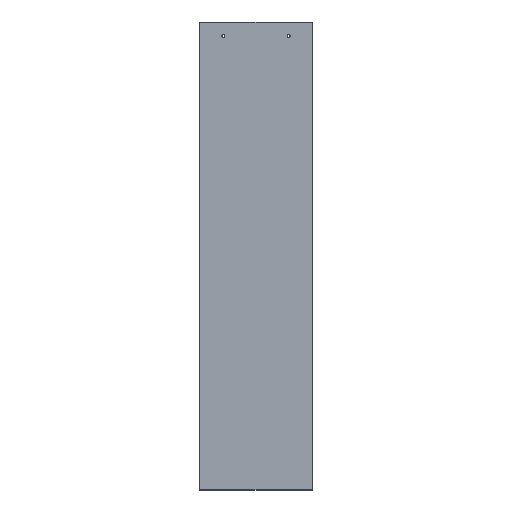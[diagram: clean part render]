
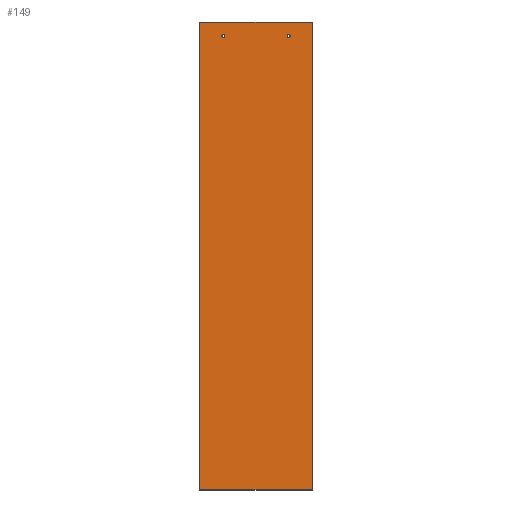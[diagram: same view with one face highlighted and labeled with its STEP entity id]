
A CAD part, top view. The second image highlights one B-rep face of the part: STEP entity #149.
In plain terms, the highlighted planar face has unit normal (0, 0, 1).
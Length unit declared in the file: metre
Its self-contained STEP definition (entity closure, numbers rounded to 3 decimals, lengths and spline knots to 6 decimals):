
#20=CIRCLE('',#168,0.0015);
#22=CIRCLE('',#171,0.0015);
#42=ORIENTED_EDGE('',*,*,#67,.F.);
#43=ORIENTED_EDGE('',*,*,#65,.F.);
#44=ORIENTED_EDGE('',*,*,#71,.F.);
#45=ORIENTED_EDGE('',*,*,#72,.F.);
#46=ORIENTED_EDGE('',*,*,#60,.T.);
#47=ORIENTED_EDGE('',*,*,#64,.T.);
#60=EDGE_CURVE('',#77,#76,#88,.T.);
#64=EDGE_CURVE('',#76,#79,#92,.T.);
#65=EDGE_CURVE('',#80,#80,#20,.T.);
#67=EDGE_CURVE('',#82,#82,#22,.T.);
#71=EDGE_CURVE('',#85,#79,#95,.T.);
#72=EDGE_CURVE('',#77,#85,#96,.T.);
#76=VERTEX_POINT('',#221);
#77=VERTEX_POINT('',#223);
#79=VERTEX_POINT('',#229);
#80=VERTEX_POINT('',#233);
#82=VERTEX_POINT('',#238);
#85=VERTEX_POINT('',#245);
#88=LINE('',#222,#100);
#92=LINE('',#230,#104);
#95=LINE('',#246,#107);
#96=LINE('',#248,#108);
#100=VECTOR('',#183,1.);
#104=VECTOR('',#189,1.);
#107=VECTOR('',#206,1.);
#108=VECTOR('',#209,1.);
#117=EDGE_LOOP('',(#42));
#118=EDGE_LOOP('',(#43));
#119=EDGE_LOOP('',(#44,#45,#46,#47));
#131=FACE_BOUND('',#117,.T.);
#132=FACE_BOUND('',#118,.T.);
#133=FACE_BOUND('',#119,.T.);
#141=PLANE('',#174);
#149=ADVANCED_FACE('',(#131,#132,#133),#141,.T.);
#168=AXIS2_PLACEMENT_3D('',#232,#192,#193);
#171=AXIS2_PLACEMENT_3D('',#237,#198,#199);
#174=AXIS2_PLACEMENT_3D('',#247,#207,#208);
#183=DIRECTION('',(0.,1.,0.));
#189=DIRECTION('',(-1.,0.,0.));
#192=DIRECTION('',(0.,0.,1.));
#193=DIRECTION('',(1.,0.,0.));
#198=DIRECTION('',(0.,0.,1.));
#199=DIRECTION('',(1.,0.,0.));
#206=DIRECTION('',(0.,1.,0.));
#207=DIRECTION('',(0.,0.,1.));
#208=DIRECTION('',(1.,0.,0.));
#209=DIRECTION('',(-1.,0.,0.));
#221=CARTESIAN_POINT('',(0.06,0.175,0.002));
#222=CARTESIAN_POINT('',(0.06,0.,0.002));
#223=CARTESIAN_POINT('',(0.06,-0.325,0.002));
#229=CARTESIAN_POINT('',(-0.06,0.175,0.002));
#230=CARTESIAN_POINT('',(0.,0.175,0.002));
#232=CARTESIAN_POINT('',(-0.035,0.16,0.002));
#233=CARTESIAN_POINT('',(-0.0335,0.16,0.002));
#237=CARTESIAN_POINT('',(0.035,0.16,0.002));
#238=CARTESIAN_POINT('',(0.0365,0.16,0.002));
#245=CARTESIAN_POINT('',(-0.06,-0.325,0.002));
#246=CARTESIAN_POINT('',(-0.06,0.,0.002));
#247=CARTESIAN_POINT('',(0.,0.,0.002));
#248=CARTESIAN_POINT('',(0.,-0.325,0.002));
